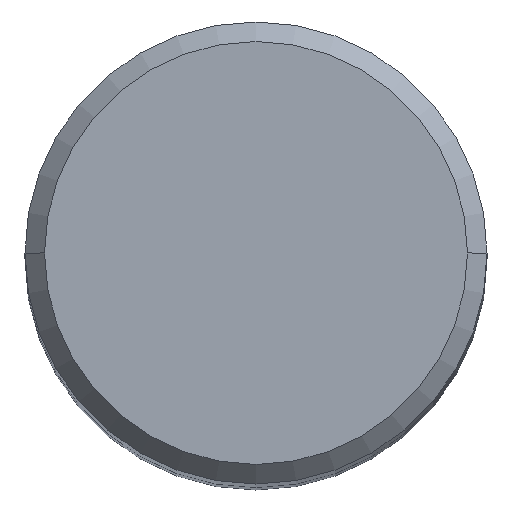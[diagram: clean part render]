
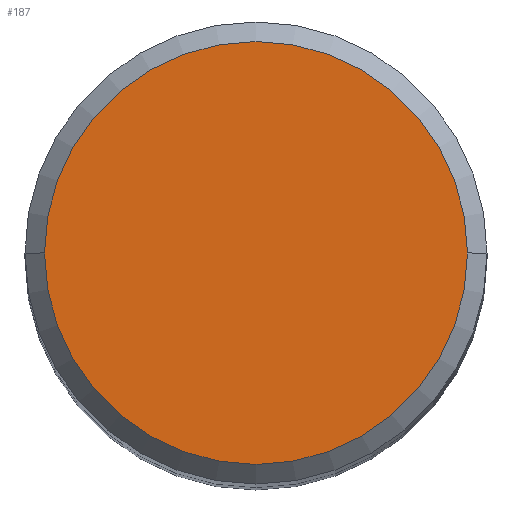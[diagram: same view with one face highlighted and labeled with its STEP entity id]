
A CAD part, top view. The second image highlights one B-rep face of the part: STEP entity #187.
In plain terms, the highlighted planar face has unit normal (0, 0, 1).
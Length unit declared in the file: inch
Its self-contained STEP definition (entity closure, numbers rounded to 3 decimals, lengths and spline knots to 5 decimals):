
#52 = CARTESIAN_POINT ( 'NONE',  ( 0., 0., 0. ) ) ;
#61 = AXIS2_PLACEMENT_3D ( 'NONE', #52, #251, #135 ) ;
#66 = DIRECTION ( 'NONE',  ( -1., 0., 0. ) ) ;
#83 = ORIENTED_EDGE ( 'NONE', *, *, #229, .T. ) ;
#89 = VERTEX_POINT ( 'NONE', #159 ) ;
#94 = PLANE ( 'NONE',  #175 ) ;
#135 = DIRECTION ( 'NONE',  ( 1., 0., 0. ) ) ;
#159 = CARTESIAN_POINT ( 'NONE',  ( 0.2162, 0., 0. ) ) ;
#163 = EDGE_CURVE ( 'NONE', #293, #89, #318, .T. ) ;
#175 = AXIS2_PLACEMENT_3D ( 'NONE', #207, #322, #66 ) ;
#178 = DIRECTION ( 'NONE',  ( 0., 0., 1. ) ) ;
#187 = ADVANCED_FACE ( 'NONE', ( #350 ), #94, .F. ) ;
#190 = AXIS2_PLACEMENT_3D ( 'NONE', #356, #178, #348 ) ;
#194 = ORIENTED_EDGE ( 'NONE', *, *, #163, .T. ) ;
#207 = CARTESIAN_POINT ( 'NONE',  ( 0., 0.2162, 0. ) ) ;
#229 = EDGE_CURVE ( 'NONE', #89, #293, #325, .T. ) ;
#251 = DIRECTION ( 'NONE',  ( 0., 0., 1. ) ) ;
#291 = EDGE_LOOP ( 'NONE', ( #194, #83 ) ) ;
#293 = VERTEX_POINT ( 'NONE', #358 ) ;
#318 = CIRCLE ( 'NONE', #190, 0.2162 ) ;
#322 = DIRECTION ( 'NONE',  ( 0., 0., -1. ) ) ;
#325 = CIRCLE ( 'NONE', #61, 0.2162 ) ;
#348 = DIRECTION ( 'NONE',  ( 1., 0., 0. ) ) ;
#350 = FACE_OUTER_BOUND ( 'NONE', #291, .T. ) ;
#356 = CARTESIAN_POINT ( 'NONE',  ( 0., 0., 0. ) ) ;
#358 = CARTESIAN_POINT ( 'NONE',  ( -0.2162, 0., 0. ) ) ;
